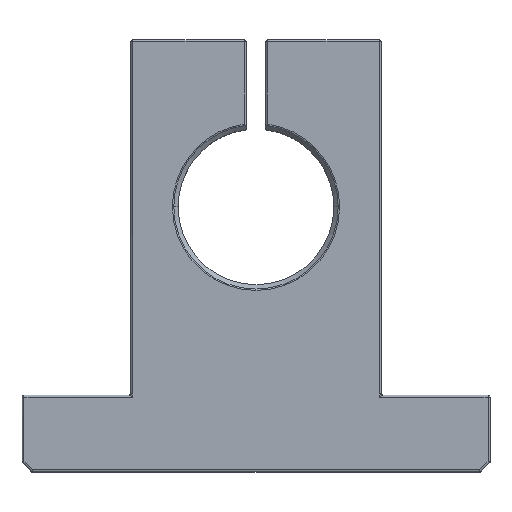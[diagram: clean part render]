
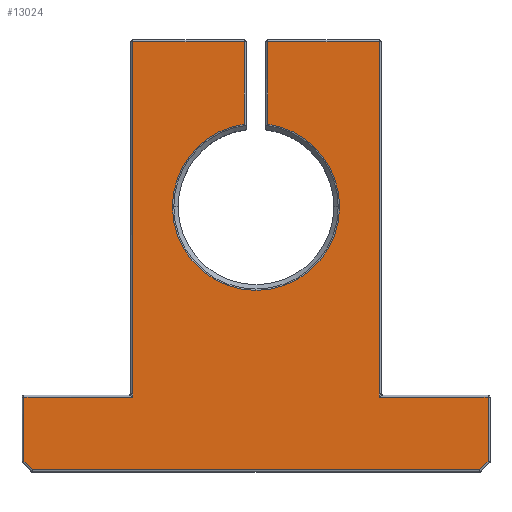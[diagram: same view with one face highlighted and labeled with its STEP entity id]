
A CAD part, top view. The second image highlights one B-rep face of the part: STEP entity #13024.
In plain terms, the highlighted planar face has unit normal (0, 0, 1).
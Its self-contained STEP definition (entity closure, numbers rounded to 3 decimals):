
#2 = CARTESIAN_POINT ( 'NONE',  ( -23.55, -19.3, 8. ) ) ;
#155 = VERTEX_POINT ( 'NONE', #2174 ) ;
#201 = CARTESIAN_POINT ( 'NONE',  ( 0., 0., 8. ) ) ;
#302 = ORIENTED_EDGE ( 'NONE', *, *, #3622, .T. ) ;
#486 = VERTEX_POINT ( 'NONE', #6281 ) ;
#506 = CARTESIAN_POINT ( 'NONE',  ( -12.5, -19.3, 8. ) ) ;
#739 = VECTOR ( 'NONE', #2353, 1000. ) ;
#801 = ORIENTED_EDGE ( 'NONE', *, *, #9971, .T. ) ;
#873 = VERTEX_POINT ( 'NONE', #506 ) ;
#919 = AXIS2_PLACEMENT_3D ( 'NONE', #201, #8726, #7826 ) ;
#924 = VERTEX_POINT ( 'NONE', #2678 ) ;
#1129 = ORIENTED_EDGE ( 'NONE', *, *, #1886, .T. ) ;
#1308 = LINE ( 'NONE', #1864, #8783 ) ;
#1319 = CARTESIAN_POINT ( 'NONE',  ( -23.75, -19.3, 8. ) ) ;
#1401 = LINE ( 'NONE', #10895, #739 ) ;
#1428 = VERTEX_POINT ( 'NONE', #11566 ) ;
#1448 = VERTEX_POINT ( 'NONE', #6126 ) ;
#1498 = CARTESIAN_POINT ( 'NONE',  ( -8.483, 0., 8. ) ) ;
#1648 = LINE ( 'NONE', #12728, #4219 ) ;
#1688 = VERTEX_POINT ( 'NONE', #10995 ) ;
#1733 = CARTESIAN_POINT ( 'NONE',  ( -23.55, -25.9, 8. ) ) ;
#1802 = VERTEX_POINT ( 'NONE', #12137 ) ;
#1833 = ORIENTED_EDGE ( 'NONE', *, *, #13804, .T. ) ;
#1864 = CARTESIAN_POINT ( 'NONE',  ( 12.5, 16.95, 8. ) ) ;
#1886 = EDGE_CURVE ( 'NONE', #9668, #9731, #1401, .T. ) ;
#2018 = AXIS2_PLACEMENT_3D ( 'NONE', #13366, #13463, #2560 ) ;
#2174 = CARTESIAN_POINT ( 'NONE',  ( 1.2, 8.398, 8. ) ) ;
#2202 = CARTESIAN_POINT ( 'NONE',  ( 0., 0., 8. ) ) ;
#2238 = ORIENTED_EDGE ( 'NONE', *, *, #9536, .T. ) ;
#2353 = DIRECTION ( 'NONE',  ( 0., 1., 0. ) ) ;
#2521 = LINE ( 'NONE', #12788, #10664 ) ;
#2560 = DIRECTION ( 'NONE',  ( 1., 0., 0. ) ) ;
#2588 = CARTESIAN_POINT ( 'NONE',  ( -1.2, 16.75, 8. ) ) ;
#2672 = CARTESIAN_POINT ( 'NONE',  ( 24.684, -24.684, 8. ) ) ;
#2678 = CARTESIAN_POINT ( 'NONE',  ( -23.55, -25.817, 8. ) ) ;
#2715 = VERTEX_POINT ( 'NONE', #3563 ) ;
#2725 = EDGE_CURVE ( 'NONE', #873, #4365, #11071, .T. ) ;
#3209 = LINE ( 'NONE', #1733, #12696 ) ;
#3224 = LINE ( 'NONE', #2672, #8799 ) ;
#3563 = CARTESIAN_POINT ( 'NONE',  ( -22.667, -26.7, 8. ) ) ;
#3622 = EDGE_CURVE ( 'NONE', #1802, #1448, #1308, .T. ) ;
#3705 = EDGE_CURVE ( 'NONE', #1688, #1802, #1648, .T. ) ;
#3714 = ORIENTED_EDGE ( 'NONE', *, *, #5080, .T. ) ;
#3920 = EDGE_LOOP ( 'NONE', ( #302, #11806, #12777, #3714, #9715, #9111, #1129, #8076, #8225, #13294, #1833, #2238, #801, #4022, #11282, #9776 ) ) ;
#4022 = ORIENTED_EDGE ( 'NONE', *, *, #10236, .T. ) ;
#4219 = VECTOR ( 'NONE', #7140, 1000. ) ;
#4365 = VERTEX_POINT ( 'NONE', #2 ) ;
#4396 = DIRECTION ( 'NONE',  ( 1., 0., 0. ) ) ;
#4414 = VECTOR ( 'NONE', #13621, 1000. ) ;
#4677 = CARTESIAN_POINT ( 'NONE',  ( 23.55, -19.1, 8. ) ) ;
#4920 = LINE ( 'NONE', #13661, #11859 ) ;
#5080 = EDGE_CURVE ( 'NONE', #155, #6319, #10884, .T. ) ;
#5637 = CARTESIAN_POINT ( 'NONE',  ( -1.2, 8.398, 8. ) ) ;
#5901 = DIRECTION ( 'NONE',  ( 0.707, 0.707, 0. ) ) ;
#5922 = LINE ( 'NONE', #6045, #4414 ) ;
#5934 = PLANE ( 'NONE',  #2018 ) ;
#6045 = CARTESIAN_POINT ( 'NONE',  ( 1.2, 8.34, 8. ) ) ;
#6126 = CARTESIAN_POINT ( 'NONE',  ( 12.5, 16.75, 8. ) ) ;
#6180 = DIRECTION ( 'NONE',  ( 0., 1., 0. ) ) ;
#6281 = CARTESIAN_POINT ( 'NONE',  ( 23.55, -25.817, 8. ) ) ;
#6319 = VERTEX_POINT ( 'NONE', #13386 ) ;
#6394 = CARTESIAN_POINT ( 'NONE',  ( -24.684, -24.684, 8. ) ) ;
#6765 = DIRECTION ( 'NONE',  ( 1., 0., 0. ) ) ;
#6867 = EDGE_CURVE ( 'NONE', #6319, #11854, #12213, .T. ) ;
#7059 = EDGE_CURVE ( 'NONE', #11854, #9668, #7644, .T. ) ;
#7098 = DIRECTION ( 'NONE',  ( 0., -1., 0. ) ) ;
#7140 = DIRECTION ( 'NONE',  ( -1., 0., 0. ) ) ;
#7273 = DIRECTION ( 'NONE',  ( 0., -1., 0. ) ) ;
#7294 = DIRECTION ( 'NONE',  ( -1., 0., 0. ) ) ;
#7455 = LINE ( 'NONE', #12645, #10503 ) ;
#7644 = CIRCLE ( 'NONE', #13350, 8.483 ) ;
#7826 = DIRECTION ( 'NONE',  ( 1., 0., 0. ) ) ;
#7960 = VECTOR ( 'NONE', #12304, 1000. ) ;
#8076 = ORIENTED_EDGE ( 'NONE', *, *, #10171, .T. ) ;
#8225 = ORIENTED_EDGE ( 'NONE', *, *, #9157, .T. ) ;
#8234 = VERTEX_POINT ( 'NONE', #11743 ) ;
#8446 = VECTOR ( 'NONE', #12279, 1000. ) ;
#8628 = EDGE_CURVE ( 'NONE', #486, #1688, #10166, .T. ) ;
#8726 = DIRECTION ( 'NONE',  ( 0., 0., -1. ) ) ;
#8783 = VECTOR ( 'NONE', #6180, 1000. ) ;
#8799 = VECTOR ( 'NONE', #5901, 1000. ) ;
#8970 = LINE ( 'NONE', #6394, #12890 ) ;
#9111 = ORIENTED_EDGE ( 'NONE', *, *, #7059, .T. ) ;
#9157 = EDGE_CURVE ( 'NONE', #10818, #873, #4920, .T. ) ;
#9169 = CARTESIAN_POINT ( 'NONE',  ( -12.7, 16.75, 8. ) ) ;
#9536 = EDGE_CURVE ( 'NONE', #924, #2715, #8970, .T. ) ;
#9668 = VERTEX_POINT ( 'NONE', #5637 ) ;
#9715 = ORIENTED_EDGE ( 'NONE', *, *, #6867, .T. ) ;
#9731 = VERTEX_POINT ( 'NONE', #2588 ) ;
#9776 = ORIENTED_EDGE ( 'NONE', *, *, #3705, .T. ) ;
#9971 = EDGE_CURVE ( 'NONE', #2715, #8234, #2521, .T. ) ;
#10166 = LINE ( 'NONE', #4677, #10338 ) ;
#10171 = EDGE_CURVE ( 'NONE', #9731, #10818, #10848, .T. ) ;
#10236 = EDGE_CURVE ( 'NONE', #8234, #486, #3224, .T. ) ;
#10338 = VECTOR ( 'NONE', #13288, 1000. ) ;
#10467 = DIRECTION ( 'NONE',  ( 1., 0., 0. ) ) ;
#10503 = VECTOR ( 'NONE', #7294, 1000. ) ;
#10535 = EDGE_CURVE ( 'NONE', #1428, #155, #5922, .T. ) ;
#10664 = VECTOR ( 'NONE', #10467, 1000. ) ;
#10818 = VERTEX_POINT ( 'NONE', #12433 ) ;
#10848 = LINE ( 'NONE', #9169, #7960 ) ;
#10875 = DIRECTION ( 'NONE',  ( 0., 0., -1. ) ) ;
#10884 = CIRCLE ( 'NONE', #11708, 8.483 ) ;
#10895 = CARTESIAN_POINT ( 'NONE',  ( -1.2, 16.95, 8. ) ) ;
#10995 = CARTESIAN_POINT ( 'NONE',  ( 23.55, -19.3, 8. ) ) ;
#11002 = FACE_OUTER_BOUND ( 'NONE', #3920, .T. ) ;
#11071 = LINE ( 'NONE', #1319, #8446 ) ;
#11282 = ORIENTED_EDGE ( 'NONE', *, *, #8628, .T. ) ;
#11566 = CARTESIAN_POINT ( 'NONE',  ( 1.2, 16.75, 8. ) ) ;
#11708 = AXIS2_PLACEMENT_3D ( 'NONE', #13264, #13307, #6765 ) ;
#11743 = CARTESIAN_POINT ( 'NONE',  ( 22.667, -26.7, 8. ) ) ;
#11806 = ORIENTED_EDGE ( 'NONE', *, *, #12356, .T. ) ;
#11854 = VERTEX_POINT ( 'NONE', #1498 ) ;
#11859 = VECTOR ( 'NONE', #7273, 1000. ) ;
#12137 = CARTESIAN_POINT ( 'NONE',  ( 12.5, -19.3, 8. ) ) ;
#12213 = CIRCLE ( 'NONE', #919, 8.483 ) ;
#12279 = DIRECTION ( 'NONE',  ( -1., 0., 0. ) ) ;
#12304 = DIRECTION ( 'NONE',  ( -1., 0., 0. ) ) ;
#12356 = EDGE_CURVE ( 'NONE', #1448, #1428, #7455, .T. ) ;
#12433 = CARTESIAN_POINT ( 'NONE',  ( -12.5, 16.75, 8. ) ) ;
#12645 = CARTESIAN_POINT ( 'NONE',  ( 1., 16.75, 8. ) ) ;
#12696 = VECTOR ( 'NONE', #7098, 1000. ) ;
#12728 = CARTESIAN_POINT ( 'NONE',  ( 12.7, -19.3, 8. ) ) ;
#12777 = ORIENTED_EDGE ( 'NONE', *, *, #10535, .T. ) ;
#12788 = CARTESIAN_POINT ( 'NONE',  ( 22.75, -26.7, 8. ) ) ;
#12890 = VECTOR ( 'NONE', #13214, 1000. ) ;
#13024 = ADVANCED_FACE ( 'NONE', ( #11002 ), #5934, .T. ) ;
#13214 = DIRECTION ( 'NONE',  ( 0.707, -0.707, 0. ) ) ;
#13264 = CARTESIAN_POINT ( 'NONE',  ( 0., 0., 8. ) ) ;
#13288 = DIRECTION ( 'NONE',  ( 0., 1., 0. ) ) ;
#13294 = ORIENTED_EDGE ( 'NONE', *, *, #2725, .T. ) ;
#13307 = DIRECTION ( 'NONE',  ( 0., 0., -1. ) ) ;
#13350 = AXIS2_PLACEMENT_3D ( 'NONE', #2202, #10875, #4396 ) ;
#13366 = CARTESIAN_POINT ( 'NONE',  ( 0., 0., 8. ) ) ;
#13386 = CARTESIAN_POINT ( 'NONE',  ( 8.483, 0., 8. ) ) ;
#13463 = DIRECTION ( 'NONE',  ( 0., 0., 1. ) ) ;
#13621 = DIRECTION ( 'NONE',  ( 0., -1., 0. ) ) ;
#13661 = CARTESIAN_POINT ( 'NONE',  ( -12.5, -19.1, 8. ) ) ;
#13804 = EDGE_CURVE ( 'NONE', #4365, #924, #3209, .T. ) ;
